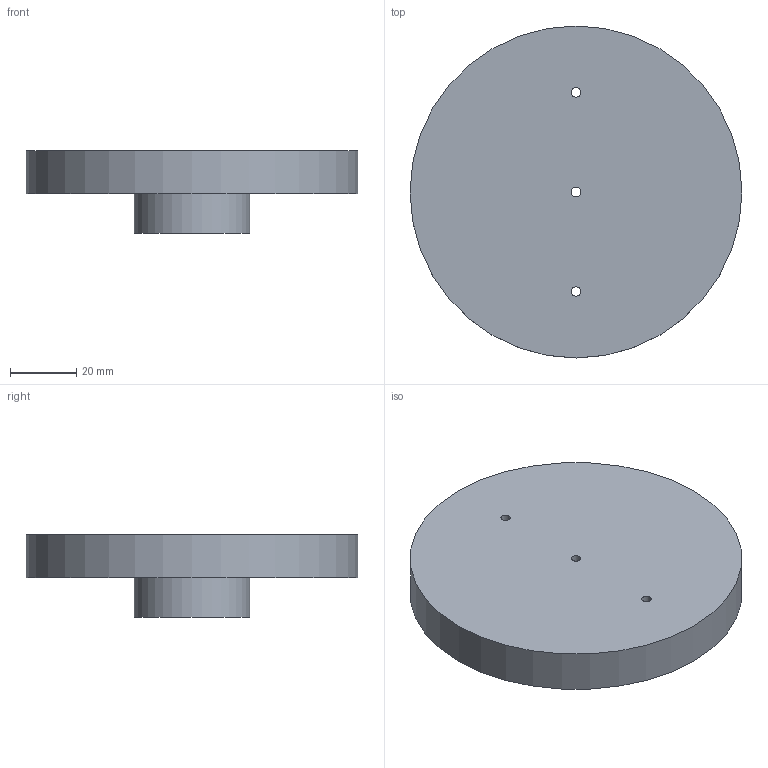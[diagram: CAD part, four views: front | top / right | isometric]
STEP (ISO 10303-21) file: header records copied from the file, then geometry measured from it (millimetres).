
FILE_DESCRIPTION(/* description */ (''),/* implementation_level */ '2;1');
FILE_NAME(/* name */ 'SHOULDER DRIVE (2) V3.step',/* time_stamp */ '2024-08-06T01:43:06-04:00',/* author */ (''),/* organization */ (''),/* preprocessor_version */ 'ST-DEVELOPER v20',/* originating_system */ 'Autodesk Translation Framework v13.14.0.145',/* authorisation */ '');
FILE_SCHEMA (('AUTOMOTIVE_DESIGN { 1 0 10303 214 3 1 1 }'));
Length unit declared in the file: millimetre
Products named in the file (1): SHOULDER V2
Bounding box: 100 x 100 x 25 mm (x, y, z)
Volume: 66352.3 mm3; surface area: 25468.3 mm2
Topology: 1 solids, 1 shells, 40 faces, 90 edges, 60 vertices
Faces by surface type: plane 32, cylinder 8
Full cylindrical faces by diameter (mm): 2.85 x3, 34.8 x1, 73 x1, 85 x1, 95.2 x1, 100 x1
Entity records: 1165 total; most frequent: CARTESIAN_POINT 191, DIRECTION 188, ORIENTED_EDGE 180, EDGE_CURVE 90, LINE 74, VECTOR 74, VERTEX_POINT 60, AXIS2_PLACEMENT_3D 57
